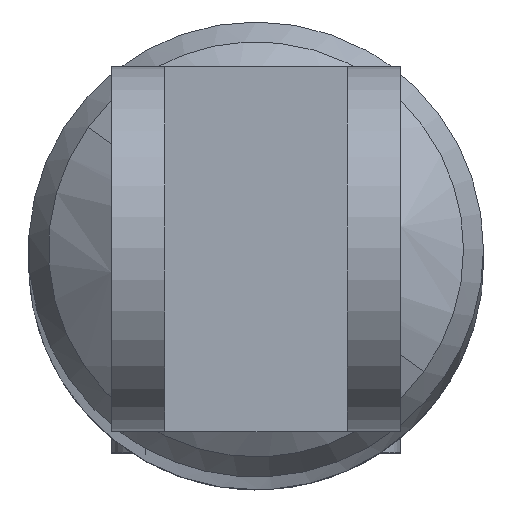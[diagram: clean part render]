
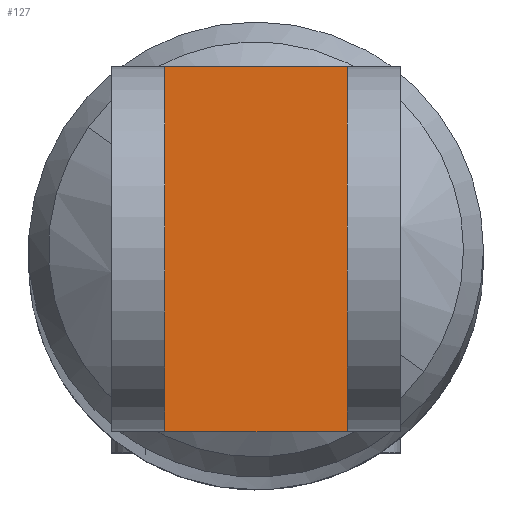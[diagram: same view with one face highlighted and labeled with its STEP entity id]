
A CAD part, top view. The second image highlights one B-rep face of the part: STEP entity #127.
In plain terms, the highlighted planar face has unit normal (0, 0, 1).
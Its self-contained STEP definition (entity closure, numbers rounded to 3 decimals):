
#127=ADVANCED_FACE('',(#330),#329,.T.);
#329=PLANE('',#1304);
#330=FACE_OUTER_BOUND('',#1305,.T.);
#1301=CARTESIAN_POINT('',(6.6,13.2,512.2));
#1302=DIRECTION('',(0.,0.,1.));
#1303=DIRECTION('',(-1.,0.,0.));
#1304=AXIS2_PLACEMENT_3D('',#1301,#1302,#1303);
#1305=EDGE_LOOP('',(#2258,#2259,#2260,#2261));
#2258=ORIENTED_EDGE('',*,*,#2565,.F.);
#2259=ORIENTED_EDGE('',*,*,#2590,.T.);
#2260=ORIENTED_EDGE('',*,*,#2605,.T.);
#2261=ORIENTED_EDGE('',*,*,#2597,.T.);
#2565=EDGE_CURVE('',#2828,#2835,#2836,.T.);
#2590=EDGE_CURVE('',#2828,#3002,#3003,.T.);
#2597=EDGE_CURVE('',#3049,#2835,#3050,.T.);
#2605=EDGE_CURVE('',#3002,#3049,#3102,.T.);
#2828=VERTEX_POINT('',#4089);
#2835=VERTEX_POINT('',#4093);
#2836=LINE('',#4094,#4095);
#3002=VERTEX_POINT('',#4204);
#3003=LINE('',#4205,#4206);
#3049=VERTEX_POINT('',#4234);
#3050=LINE('',#4235,#4236);
#3102=LINE('',#4267,#4268);
#4089=CARTESIAN_POINT('',(-5.5,11.,512.2));
#4093=CARTESIAN_POINT('',(5.5,11.,512.2));
#4094=CARTESIAN_POINT('',(-5.5,11.,512.2));
#4095=VECTOR('',#4096,11.);
#4096=DIRECTION('',(1.,0.,0.));
#4204=CARTESIAN_POINT('',(-5.5,-11.,512.2));
#4205=CARTESIAN_POINT('',(-5.5,11.,512.2));
#4206=VECTOR('',#4207,22.);
#4207=DIRECTION('',(0.,-1.,0.));
#4234=CARTESIAN_POINT('',(5.5,-11.,512.2));
#4235=CARTESIAN_POINT('',(5.5,-11.,512.2));
#4236=VECTOR('',#4237,22.);
#4237=DIRECTION('',(0.,1.,0.));
#4267=CARTESIAN_POINT('',(-5.5,-11.,512.2));
#4268=VECTOR('',#4269,11.);
#4269=DIRECTION('',(1.,0.,0.));
